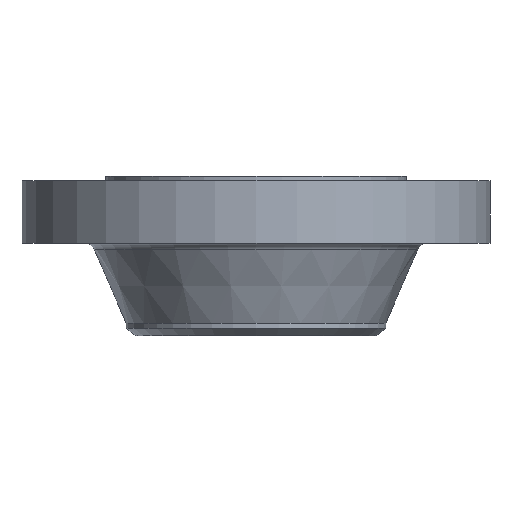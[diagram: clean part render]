
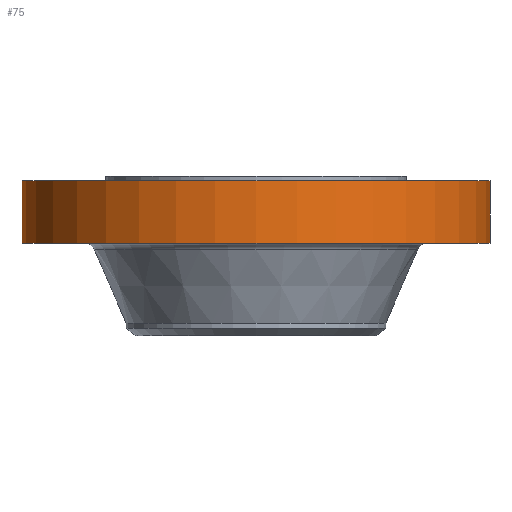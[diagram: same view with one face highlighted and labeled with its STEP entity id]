
A CAD part, front view. The second image highlights one B-rep face of the part: STEP entity #75.
In plain terms, the highlighted cylindrical face has radius 320.675 mm (diameter 641.35 mm), a partial arc.
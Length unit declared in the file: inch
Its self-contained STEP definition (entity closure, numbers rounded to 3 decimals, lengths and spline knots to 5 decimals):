
#1 = CARTESIAN_POINT ( 'NONE',  ( 0., 0., -3.625 ) ) ;
#75 = ADVANCED_FACE ( 'NONE', ( #553 ), #1825, .T. ) ;
#99 = EDGE_CURVE ( 'NONE', #1182, #361, #1952, .T. ) ;
#158 = LINE ( 'NONE', #1256, #1568 ) ;
#236 = CARTESIAN_POINT ( 'NONE',  ( 0., 0., 0. ) ) ;
#247 = DIRECTION ( 'NONE',  ( 1., 0., 0. ) ) ;
#359 = VECTOR ( 'NONE', #1520, 39.37008 ) ;
#361 = VERTEX_POINT ( 'NONE', #1054 ) ;
#538 = CARTESIAN_POINT ( 'NONE',  ( -12.625, 0., 0. ) ) ;
#544 = VERTEX_POINT ( 'NONE', #891 ) ;
#553 = FACE_OUTER_BOUND ( 'NONE', #1176, .T. ) ;
#642 = DIRECTION ( 'NONE',  ( 1., 0., 0. ) ) ;
#804 = EDGE_CURVE ( 'NONE', #1088, #1182, #1382, .T. ) ;
#852 = DIRECTION ( 'NONE',  ( 0., 0., 1. ) ) ;
#854 = ORIENTED_EDGE ( 'NONE', *, *, #1647, .T. ) ;
#891 = CARTESIAN_POINT ( 'NONE',  ( 12.625, 0., -3.625 ) ) ;
#899 = AXIS2_PLACEMENT_3D ( 'NONE', #1029, #1688, #1660 ) ;
#927 = DIRECTION ( 'NONE',  ( 0., 0., 1. ) ) ;
#1029 = CARTESIAN_POINT ( 'NONE',  ( 0., 0., -0.25 ) ) ;
#1045 = ORIENTED_EDGE ( 'NONE', *, *, #99, .F. ) ;
#1054 = CARTESIAN_POINT ( 'NONE',  ( 12.625, 0., -0.25 ) ) ;
#1088 = VERTEX_POINT ( 'NONE', #1335 ) ;
#1139 = ORIENTED_EDGE ( 'NONE', *, *, #804, .F. ) ;
#1157 = CIRCLE ( 'NONE', #1219, 12.625 ) ;
#1176 = EDGE_LOOP ( 'NONE', ( #1139, #854, #1282, #1045 ) ) ;
#1182 = VERTEX_POINT ( 'NONE', #1464 ) ;
#1219 = AXIS2_PLACEMENT_3D ( 'NONE', #1, #1582, #642 ) ;
#1256 = CARTESIAN_POINT ( 'NONE',  ( 12.625, 0., 0. ) ) ;
#1282 = ORIENTED_EDGE ( 'NONE', *, *, #1976, .T. ) ;
#1335 = CARTESIAN_POINT ( 'NONE',  ( -12.625, 0., -3.625 ) ) ;
#1351 = AXIS2_PLACEMENT_3D ( 'NONE', #236, #852, #247 ) ;
#1382 = LINE ( 'NONE', #538, #359 ) ;
#1464 = CARTESIAN_POINT ( 'NONE',  ( -12.625, 0., -0.25 ) ) ;
#1520 = DIRECTION ( 'NONE',  ( 0., 0., 1. ) ) ;
#1568 = VECTOR ( 'NONE', #927, 39.37008 ) ;
#1582 = DIRECTION ( 'NONE',  ( 0., 0., 1. ) ) ;
#1647 = EDGE_CURVE ( 'NONE', #1088, #544, #1157, .T. ) ;
#1660 = DIRECTION ( 'NONE',  ( 1., 0., 0. ) ) ;
#1688 = DIRECTION ( 'NONE',  ( 0., 0., 1. ) ) ;
#1825 = CYLINDRICAL_SURFACE ( 'NONE', #1351, 12.625 ) ;
#1952 = CIRCLE ( 'NONE', #899, 12.625 ) ;
#1976 = EDGE_CURVE ( 'NONE', #544, #361, #158, .T. ) ;
